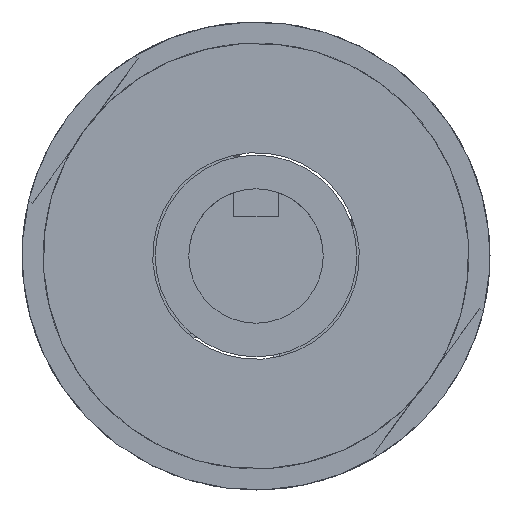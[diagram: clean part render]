
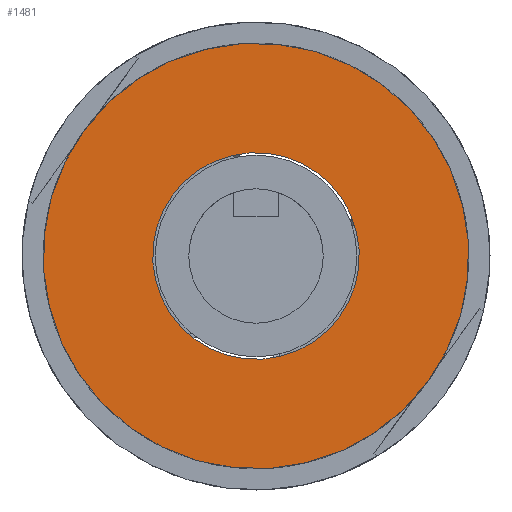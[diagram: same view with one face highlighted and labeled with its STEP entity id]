
A CAD part, front view. The second image highlights one B-rep face of the part: STEP entity #1481.
In plain terms, the highlighted planar face has unit normal (0, -1, 0).
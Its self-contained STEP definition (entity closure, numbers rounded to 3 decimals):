
#35 = CIRCLE ( 'NONE', #2418, 9.225 ) ;
#69 = EDGE_LOOP ( 'NONE', ( #2269, #1343 ) ) ;
#75 = DIRECTION ( 'NONE',  ( 0., -1., 0. ) ) ;
#240 = CARTESIAN_POINT ( 'NONE',  ( -71.177, 3.054, -47.117 ) ) ;
#268 = CIRCLE ( 'NONE', #1970, 9.225 ) ;
#458 = CARTESIAN_POINT ( 'NONE',  ( -79.068, 3.054, -41.347 ) ) ;
#466 = FACE_BOUND ( 'NONE', #69, .T. ) ;
#489 = CARTESIAN_POINT ( 'NONE',  ( -81.07, 3.054, -28.456 ) ) ;
#499 = EDGE_CURVE ( 'NONE', #1633, #2604, #35, .T. ) ;
#575 = EDGE_CURVE ( 'NONE', #1414, #1420, #1737, .T. ) ;
#585 = CARTESIAN_POINT ( 'NONE',  ( -86.515, 3.054, -35.902 ) ) ;
#655 = DIRECTION ( 'NONE',  ( 0., -1., 0. ) ) ;
#676 = CARTESIAN_POINT ( 'NONE',  ( -86.515, 3.054, -35.902 ) ) ;
#724 = DIRECTION ( 'NONE',  ( 0., 1., 0. ) ) ;
#857 = AXIS2_PLACEMENT_3D ( 'NONE', #676, #75, #2464 ) ;
#903 = AXIS2_PLACEMENT_3D ( 'NONE', #1639, #655, #2029 ) ;
#1013 = ORIENTED_EDGE ( 'NONE', *, *, #575, .T. ) ;
#1099 = PLANE ( 'NONE',  #2217 ) ;
#1273 = ORIENTED_EDGE ( 'NONE', *, *, #1311, .T. ) ;
#1280 = DIRECTION ( 'NONE',  ( -0.807, 0., 0.59 ) ) ;
#1311 = EDGE_CURVE ( 'NONE', #1420, #1414, #2075, .T. ) ;
#1343 = ORIENTED_EDGE ( 'NONE', *, *, #2195, .F. ) ;
#1376 = CARTESIAN_POINT ( 'NONE',  ( -93.961, 3.054, -30.458 ) ) ;
#1414 = VERTEX_POINT ( 'NONE', #240 ) ;
#1420 = VERTEX_POINT ( 'NONE', #2458 ) ;
#1422 = DIRECTION ( 'NONE',  ( 0.807, 0., -0.59 ) ) ;
#1481 = ADVANCED_FACE ( 'NONE', ( #466, #2522 ), #1099, .F. ) ;
#1633 = VERTEX_POINT ( 'NONE', #458 ) ;
#1639 = CARTESIAN_POINT ( 'NONE',  ( -86.515, 3.054, -35.902 ) ) ;
#1737 = CIRCLE ( 'NONE', #857, 19. ) ;
#1819 = CARTESIAN_POINT ( 'NONE',  ( -86.515, 3.054, -35.902 ) ) ;
#1970 = AXIS2_PLACEMENT_3D ( 'NONE', #1819, #2404, #2035 ) ;
#1992 = DIRECTION ( 'NONE',  ( 0., -1., 0. ) ) ;
#2021 = EDGE_LOOP ( 'NONE', ( #1013, #1273 ) ) ;
#2029 = DIRECTION ( 'NONE',  ( 0.807, 0., -0.59 ) ) ;
#2035 = DIRECTION ( 'NONE',  ( 0.807, 0., -0.59 ) ) ;
#2075 = CIRCLE ( 'NONE', #903, 19. ) ;
#2195 = EDGE_CURVE ( 'NONE', #2604, #1633, #268, .T. ) ;
#2217 = AXIS2_PLACEMENT_3D ( 'NONE', #489, #724, #1280 ) ;
#2269 = ORIENTED_EDGE ( 'NONE', *, *, #499, .F. ) ;
#2404 = DIRECTION ( 'NONE',  ( 0., -1., 0. ) ) ;
#2418 = AXIS2_PLACEMENT_3D ( 'NONE', #585, #1992, #1422 ) ;
#2458 = CARTESIAN_POINT ( 'NONE',  ( -101.852, 3.054, -24.688 ) ) ;
#2464 = DIRECTION ( 'NONE',  ( 0.807, 0., -0.59 ) ) ;
#2522 = FACE_OUTER_BOUND ( 'NONE', #2021, .T. ) ;
#2604 = VERTEX_POINT ( 'NONE', #1376 ) ;
